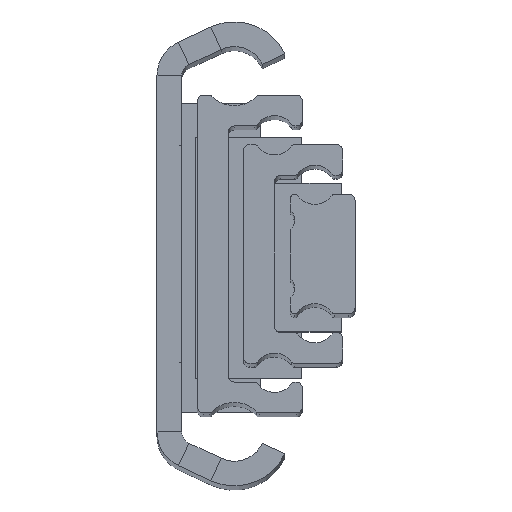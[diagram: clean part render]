
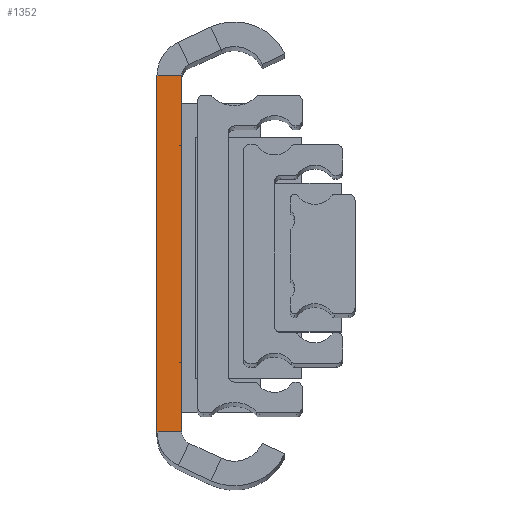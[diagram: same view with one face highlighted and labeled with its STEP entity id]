
A CAD part, top view. The second image highlights one B-rep face of the part: STEP entity #1352.
In plain terms, the highlighted planar face has unit normal (0, 0, 1).
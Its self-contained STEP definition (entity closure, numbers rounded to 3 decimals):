
#192 = CARTESIAN_POINT ( 'NONE',  ( 0., 28.779, 0. ) ) ;
#325 = DIRECTION ( 'NONE',  ( -1., 0., 0. ) ) ;
#607 = CARTESIAN_POINT ( 'NONE',  ( 0., 28.779, 0. ) ) ;
#655 = VERTEX_POINT ( 'NONE', #5811 ) ;
#707 = LINE ( 'NONE', #4952, #3261 ) ;
#883 = CARTESIAN_POINT ( 'NONE',  ( 4., -28.779, 0. ) ) ;
#988 = LINE ( 'NONE', #4273, #1006 ) ;
#1006 = VECTOR ( 'NONE', #1549, 1000. ) ;
#1051 = VERTEX_POINT ( 'NONE', #883 ) ;
#1352 = ADVANCED_FACE ( 'NONE', ( #6540 ), #3887, .F. ) ;
#1438 = ORIENTED_EDGE ( 'NONE', *, *, #3563, .F. ) ;
#1448 = ORIENTED_EDGE ( 'NONE', *, *, #6934, .F. ) ;
#1459 = VECTOR ( 'NONE', #3963, 1000. ) ;
#1549 = DIRECTION ( 'NONE',  ( 0., -1., 0. ) ) ;
#1652 = LINE ( 'NONE', #192, #1459 ) ;
#1761 = DIRECTION ( 'NONE',  ( 0., 0., -1. ) ) ;
#1827 = VECTOR ( 'NONE', #325, 1000. ) ;
#1872 = VERTEX_POINT ( 'NONE', #3617 ) ;
#2850 = DIRECTION ( 'NONE',  ( -1., 0., 0. ) ) ;
#2946 = EDGE_CURVE ( 'NONE', #1872, #655, #707, .T. ) ;
#3223 = VERTEX_POINT ( 'NONE', #3342 ) ;
#3261 = VECTOR ( 'NONE', #2850, 1000. ) ;
#3342 = CARTESIAN_POINT ( 'NONE',  ( 0., -28.779, 0. ) ) ;
#3563 = EDGE_CURVE ( 'NONE', #1872, #1051, #988, .T. ) ;
#3617 = CARTESIAN_POINT ( 'NONE',  ( 4., 28.779, 0. ) ) ;
#3806 = EDGE_CURVE ( 'NONE', #655, #3223, #1652, .T. ) ;
#3887 = PLANE ( 'NONE',  #5134 ) ;
#3922 = DIRECTION ( 'NONE',  ( 0., -1., 0. ) ) ;
#3963 = DIRECTION ( 'NONE',  ( 0., -1., 0. ) ) ;
#4273 = CARTESIAN_POINT ( 'NONE',  ( 4., 28.779, 0. ) ) ;
#4589 = CARTESIAN_POINT ( 'NONE',  ( 0., -28.779, 0. ) ) ;
#4952 = CARTESIAN_POINT ( 'NONE',  ( 0., 28.779, 0. ) ) ;
#5131 = LINE ( 'NONE', #4589, #1827 ) ;
#5134 = AXIS2_PLACEMENT_3D ( 'NONE', #607, #1761, #3922 ) ;
#5153 = EDGE_LOOP ( 'NONE', ( #1448, #1438, #6286, #6130 ) ) ;
#5811 = CARTESIAN_POINT ( 'NONE',  ( 0., 28.779, 0. ) ) ;
#6130 = ORIENTED_EDGE ( 'NONE', *, *, #3806, .T. ) ;
#6286 = ORIENTED_EDGE ( 'NONE', *, *, #2946, .T. ) ;
#6540 = FACE_OUTER_BOUND ( 'NONE', #5153, .T. ) ;
#6934 = EDGE_CURVE ( 'NONE', #1051, #3223, #5131, .T. ) ;
